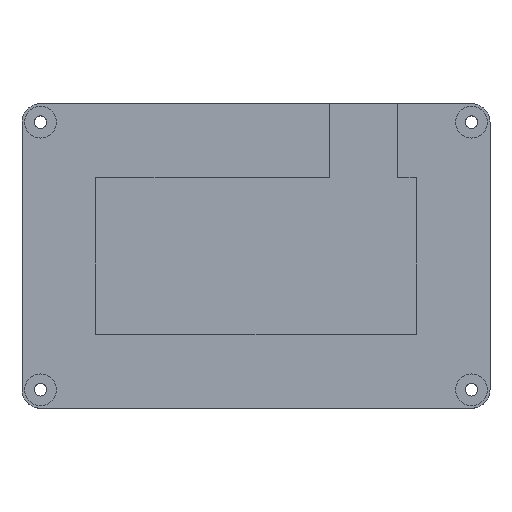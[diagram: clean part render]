
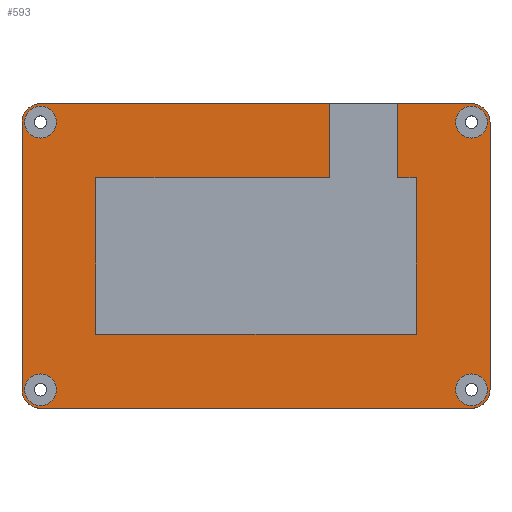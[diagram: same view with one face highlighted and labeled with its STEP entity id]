
A CAD part, top view. The second image highlights one B-rep face of the part: STEP entity #593.
In plain terms, the highlighted planar face has unit normal (0, 0, 1).
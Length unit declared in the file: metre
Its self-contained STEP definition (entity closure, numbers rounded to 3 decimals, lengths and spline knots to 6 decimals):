
#13=LINE('',#959,#53);
#16=LINE('',#965,#56);
#19=LINE('',#971,#59);
#22=LINE('',#977,#62);
#25=LINE('',#983,#65);
#28=LINE('',#989,#68);
#31=LINE('',#995,#71);
#34=LINE('',#1002,#74);
#36=LINE('',#1006,#76);
#42=LINE('',#1020,#82);
#46=LINE('',#1049,#86);
#48=LINE('',#1051,#88);
#53=VECTOR('',#772,1.);
#56=VECTOR('',#777,1.);
#59=VECTOR('',#782,1.);
#62=VECTOR('',#787,1.);
#65=VECTOR('',#792,1.);
#68=VECTOR('',#797,1.);
#71=VECTOR('',#802,1.);
#74=VECTOR('',#807,1.);
#76=VECTOR('',#811,1.);
#82=VECTOR('',#819,1.);
#86=VECTOR('',#849,1.);
#88=VECTOR('',#851,1.);
#113=PLANE('',#705);
#186=ORIENTED_EDGE('',*,*,#310,.F.);
#187=ORIENTED_EDGE('',*,*,#308,.F.);
#188=ORIENTED_EDGE('',*,*,#306,.F.);
#189=ORIENTED_EDGE('',*,*,#304,.F.);
#190=ORIENTED_EDGE('',*,*,#294,.T.);
#191=ORIENTED_EDGE('',*,*,#318,.T.);
#192=ORIENTED_EDGE('',*,*,#296,.T.);
#193=ORIENTED_EDGE('',*,*,#319,.T.);
#194=ORIENTED_EDGE('',*,*,#302,.F.);
#195=ORIENTED_EDGE('',*,*,#320,.T.);
#196=ORIENTED_EDGE('',*,*,#316,.F.);
#197=ORIENTED_EDGE('',*,*,#273,.T.);
#198=ORIENTED_EDGE('',*,*,#276,.T.);
#199=ORIENTED_EDGE('',*,*,#279,.T.);
#200=ORIENTED_EDGE('',*,*,#282,.F.);
#201=ORIENTED_EDGE('',*,*,#285,.F.);
#202=ORIENTED_EDGE('',*,*,#288,.T.);
#203=ORIENTED_EDGE('',*,*,#291,.F.);
#204=ORIENTED_EDGE('',*,*,#314,.F.);
#205=ORIENTED_EDGE('',*,*,#321,.T.);
#273=EDGE_CURVE('',#342,#345,#13,.T.);
#276=EDGE_CURVE('',#345,#347,#16,.T.);
#279=EDGE_CURVE('',#347,#349,#19,.T.);
#282=EDGE_CURVE('',#351,#349,#22,.T.);
#285=EDGE_CURVE('',#353,#351,#25,.T.);
#288=EDGE_CURVE('',#353,#355,#28,.T.);
#291=EDGE_CURVE('',#357,#355,#31,.T.);
#294=EDGE_CURVE('',#361,#360,#34,.T.);
#296=EDGE_CURVE('',#362,#363,#36,.T.);
#302=EDGE_CURVE('',#368,#369,#42,.T.);
#304=EDGE_CURVE('',#370,#370,#398,.T.);
#306=EDGE_CURVE('',#372,#372,#400,.T.);
#308=EDGE_CURVE('',#374,#374,#402,.T.);
#310=EDGE_CURVE('',#376,#376,#404,.T.);
#314=EDGE_CURVE('',#380,#357,#46,.T.);
#316=EDGE_CURVE('',#342,#381,#48,.T.);
#318=EDGE_CURVE('',#360,#362,#406,.T.);
#319=EDGE_CURVE('',#363,#369,#407,.T.);
#320=EDGE_CURVE('',#368,#381,#408,.T.);
#321=EDGE_CURVE('',#380,#361,#409,.T.);
#342=VERTEX_POINT('',#953);
#345=VERTEX_POINT('',#958);
#347=VERTEX_POINT('',#964);
#349=VERTEX_POINT('',#970);
#351=VERTEX_POINT('',#976);
#353=VERTEX_POINT('',#982);
#355=VERTEX_POINT('',#988);
#357=VERTEX_POINT('',#994);
#360=VERTEX_POINT('',#1001);
#361=VERTEX_POINT('',#1003);
#362=VERTEX_POINT('',#1007);
#363=VERTEX_POINT('',#1008);
#368=VERTEX_POINT('',#1019);
#369=VERTEX_POINT('',#1021);
#370=VERTEX_POINT('',#1025);
#372=VERTEX_POINT('',#1030);
#374=VERTEX_POINT('',#1035);
#376=VERTEX_POINT('',#1040);
#380=VERTEX_POINT('',#1048);
#381=VERTEX_POINT('',#1052);
#398=CIRCLE('',#693,0.0043);
#400=CIRCLE('',#696,0.0043);
#402=CIRCLE('',#699,0.0043);
#404=CIRCLE('',#702,0.0043);
#406=CIRCLE('',#706,0.005);
#407=CIRCLE('',#707,0.005);
#408=CIRCLE('',#708,0.005);
#409=CIRCLE('',#709,0.005);
#453=EDGE_LOOP('',(#186));
#454=EDGE_LOOP('',(#187));
#455=EDGE_LOOP('',(#188));
#456=EDGE_LOOP('',(#189));
#457=EDGE_LOOP('',(#190,#191,#192,#193,#194,#195,#196,#197,#198,#199,#200,
#201,#202,#203,#204,#205));
#519=FACE_BOUND('',#453,.T.);
#520=FACE_BOUND('',#454,.T.);
#521=FACE_BOUND('',#455,.T.);
#522=FACE_BOUND('',#456,.T.);
#523=FACE_BOUND('',#457,.T.);
#593=ADVANCED_FACE('',(#519,#520,#521,#522,#523),#113,.T.);
#693=AXIS2_PLACEMENT_3D('',#1024,#823,#824);
#696=AXIS2_PLACEMENT_3D('',#1029,#829,#830);
#699=AXIS2_PLACEMENT_3D('',#1034,#835,#836);
#702=AXIS2_PLACEMENT_3D('',#1039,#841,#842);
#705=AXIS2_PLACEMENT_3D('',#1054,#853,#854);
#706=AXIS2_PLACEMENT_3D('',#1055,#855,#856);
#707=AXIS2_PLACEMENT_3D('',#1056,#857,#858);
#708=AXIS2_PLACEMENT_3D('',#1057,#859,#860);
#709=AXIS2_PLACEMENT_3D('',#1058,#861,#862);
#772=DIRECTION('',(0.,-1.,0.));
#777=DIRECTION('',(1.,0.,0.));
#782=DIRECTION('',(0.,-1.,0.));
#787=DIRECTION('',(1.,0.,0.));
#792=DIRECTION('',(0.,-1.,0.));
#797=DIRECTION('',(1.,0.,0.));
#802=DIRECTION('',(0.,-1.,0.));
#807=DIRECTION('',(0.,-1.,0.));
#811=DIRECTION('',(1.,0.,0.));
#819=DIRECTION('',(0.,-1.,0.));
#823=DIRECTION('',(0.,0.,1.));
#824=DIRECTION('',(1.,0.,0.));
#829=DIRECTION('',(0.,0.,1.));
#830=DIRECTION('',(1.,0.,0.));
#835=DIRECTION('',(0.,0.,1.));
#836=DIRECTION('',(1.,0.,0.));
#841=DIRECTION('',(0.,0.,1.));
#842=DIRECTION('',(1.,0.,0.));
#849=DIRECTION('',(1.,0.,0.));
#851=DIRECTION('',(1.,0.,0.));
#853=DIRECTION('',(0.,0.,1.));
#854=DIRECTION('',(1.,0.,0.));
#855=DIRECTION('',(0.,0.,1.));
#856=DIRECTION('',(1.,0.,0.));
#857=DIRECTION('',(0.,0.,1.));
#858=DIRECTION('',(1.,0.,0.));
#859=DIRECTION('',(0.,0.,1.));
#860=DIRECTION('',(1.,0.,0.));
#861=DIRECTION('',(0.,0.,1.));
#862=DIRECTION('',(1.,0.,0.));
#953=CARTESIAN_POINT('',(0.042331,0.052297,0.013));
#958=CARTESIAN_POINT('',(0.042331,0.032297,0.013));
#959=CARTESIAN_POINT('',(0.042331,0.042297,0.013));
#964=CARTESIAN_POINT('',(0.047313,0.032297,0.013));
#965=CARTESIAN_POINT('',(0.044822,0.032297,0.013));
#970=CARTESIAN_POINT('',(0.047313,-0.010184,0.013));
#971=CARTESIAN_POINT('',(0.047313,0.011057,0.013));
#976=CARTESIAN_POINT('',(-0.039412,-0.010184,0.013));
#977=CARTESIAN_POINT('',(0.00395,-0.010184,0.013));
#982=CARTESIAN_POINT('',(-0.039412,0.032297,0.013));
#983=CARTESIAN_POINT('',(-0.039412,0.011057,0.013));
#988=CARTESIAN_POINT('',(0.023831,0.032297,0.013));
#989=CARTESIAN_POINT('',(-0.007791,0.032297,0.013));
#994=CARTESIAN_POINT('',(0.023831,0.052297,0.013));
#995=CARTESIAN_POINT('',(0.023831,0.042297,0.013));
#1001=CARTESIAN_POINT('',(-0.059412,-0.025184,0.013));
#1002=CARTESIAN_POINT('',(-0.059412,0.011057,0.013));
#1003=CARTESIAN_POINT('',(-0.059412,0.047297,0.013));
#1006=CARTESIAN_POINT('',(0.00395,-0.030184,0.013));
#1007=CARTESIAN_POINT('',(-0.054412,-0.030184,0.013));
#1008=CARTESIAN_POINT('',(0.062313,-0.030184,0.013));
#1019=CARTESIAN_POINT('',(0.067313,0.047297,0.013));
#1020=CARTESIAN_POINT('',(0.067313,0.011057,0.013));
#1021=CARTESIAN_POINT('',(0.067313,-0.025184,0.013));
#1024=CARTESIAN_POINT('',(-0.054412,-0.025184,0.013));
#1025=CARTESIAN_POINT('',(-0.050112,-0.025184,0.013));
#1029=CARTESIAN_POINT('',(0.062313,-0.025184,0.013));
#1030=CARTESIAN_POINT('',(0.066613,-0.025184,0.013));
#1034=CARTESIAN_POINT('',(0.062313,0.047297,0.013));
#1035=CARTESIAN_POINT('',(0.066613,0.047297,0.013));
#1039=CARTESIAN_POINT('',(-0.054412,0.047297,0.013));
#1040=CARTESIAN_POINT('',(-0.050112,0.047297,0.013));
#1048=CARTESIAN_POINT('',(-0.054412,0.052297,0.013));
#1049=CARTESIAN_POINT('',(-0.017791,0.052297,0.013));
#1051=CARTESIAN_POINT('',(0.054822,0.052297,0.013));
#1052=CARTESIAN_POINT('',(0.062313,0.052297,0.013));
#1054=CARTESIAN_POINT('',(0.00395,0.011057,0.013));
#1055=CARTESIAN_POINT('',(-0.054412,-0.025184,0.013));
#1056=CARTESIAN_POINT('',(0.062313,-0.025184,0.013));
#1057=CARTESIAN_POINT('',(0.062313,0.047297,0.013));
#1058=CARTESIAN_POINT('',(-0.054412,0.047297,0.013));
